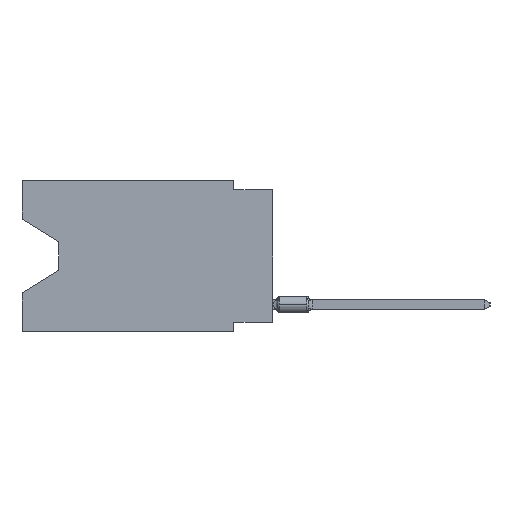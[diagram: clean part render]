
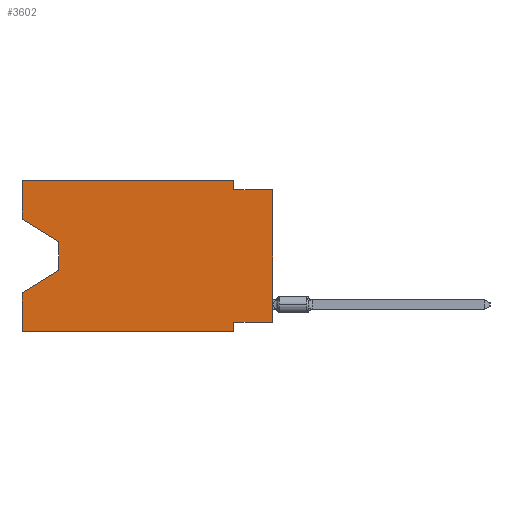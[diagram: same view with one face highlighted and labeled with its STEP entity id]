
A CAD part, left-side view. The second image highlights one B-rep face of the part: STEP entity #3602.
In plain terms, the highlighted planar face has unit normal (-1, 0, 0).
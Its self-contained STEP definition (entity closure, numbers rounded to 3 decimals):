
#1218 = ORIENTED_EDGE ( 'NONE', *, *, #24309, .F. ) ;
#1818 = VECTOR ( 'NONE', #3022, 1000. ) ;
#2228 = CARTESIAN_POINT ( 'NONE',  ( 0., 13.97, -4.013 ) ) ;
#2301 = ORIENTED_EDGE ( 'NONE', *, *, #27698, .T. ) ;
#2984 = DIRECTION ( 'NONE',  ( 0., 0., 1. ) ) ;
#3022 = DIRECTION ( 'NONE',  ( 0., 0.855, -0.519 ) ) ;
#3325 = VERTEX_POINT ( 'NONE', #5738 ) ;
#3563 = CARTESIAN_POINT ( 'NONE',  ( 0., 16.383, -9.906 ) ) ;
#3602 = ADVANCED_FACE ( 'NONE', ( #6904 ), #33044, .F. ) ;
#3796 = VECTOR ( 'NONE', #2984, 1000. ) ;
#4084 = ORIENTED_EDGE ( 'NONE', *, *, #17044, .F. ) ;
#4384 = VECTOR ( 'NONE', #28119, 1000. ) ;
#4914 = ORIENTED_EDGE ( 'NONE', *, *, #17805, .F. ) ;
#5006 = VECTOR ( 'NONE', #22304, 1000. ) ;
#5738 = CARTESIAN_POINT ( 'NONE',  ( 0., 2.54, -0.635 ) ) ;
#6005 = DIRECTION ( 'NONE',  ( 0., 0., 1. ) ) ;
#6257 = VERTEX_POINT ( 'NONE', #31412 ) ;
#6499 = LINE ( 'NONE', #17121, #15711 ) ;
#6695 = CARTESIAN_POINT ( 'NONE',  ( 0., 16.383, -2.546 ) ) ;
#6904 = FACE_OUTER_BOUND ( 'NONE', #14029, .T. ) ;
#8276 = ORIENTED_EDGE ( 'NONE', *, *, #32514, .F. ) ;
#8985 = LINE ( 'NONE', #27038, #5006 ) ;
#9570 = VERTEX_POINT ( 'NONE', #12037 ) ;
#9589 = VERTEX_POINT ( 'NONE', #17244 ) ;
#9986 = ORIENTED_EDGE ( 'NONE', *, *, #11151, .F. ) ;
#10157 = LINE ( 'NONE', #2228, #26964 ) ;
#10278 = DIRECTION ( 'NONE',  ( 0., 0., -1. ) ) ;
#10542 = ORIENTED_EDGE ( 'NONE', *, *, #20638, .F. ) ;
#10949 = DIRECTION ( 'NONE',  ( 0., -1., 0. ) ) ;
#11151 = EDGE_CURVE ( 'NONE', #17669, #30022, #13084, .T. ) ;
#12037 = CARTESIAN_POINT ( 'NONE',  ( 0., 13.97, -4.013 ) ) ;
#12089 = CARTESIAN_POINT ( 'NONE',  ( 0., 16.383, 0. ) ) ;
#12337 = VECTOR ( 'NONE', #23229, 1000. ) ;
#12347 = VECTOR ( 'NONE', #10949, 1000. ) ;
#13084 = LINE ( 'NONE', #31471, #4384 ) ;
#13654 = LINE ( 'NONE', #31868, #12347 ) ;
#13786 = LINE ( 'NONE', #23897, #23711 ) ;
#13832 = EDGE_CURVE ( 'NONE', #9570, #21556, #10157, .T. ) ;
#14029 = EDGE_LOOP ( 'NONE', ( #2301, #22810, #21112, #4914, #24507, #9986, #10542, #26456, #17739, #1218, #8276, #4084 ) ) ;
#14294 = DIRECTION ( 'NONE',  ( 0., -1., 0. ) ) ;
#14658 = EDGE_CURVE ( 'NONE', #22850, #6257, #30500, .T. ) ;
#14890 = EDGE_CURVE ( 'NONE', #25218, #30022, #6499, .T. ) ;
#14967 = CARTESIAN_POINT ( 'NONE',  ( 0., 0., 0. ) ) ;
#15167 = DIRECTION ( 'NONE',  ( 0., 0., -1. ) ) ;
#15711 = VECTOR ( 'NONE', #19311, 1000. ) ;
#15841 = CARTESIAN_POINT ( 'NONE',  ( 0., 13.97, -5.893 ) ) ;
#15981 = LINE ( 'NONE', #12089, #30914 ) ;
#16666 = EDGE_CURVE ( 'NONE', #3325, #6257, #13654, .T. ) ;
#17044 = EDGE_CURVE ( 'NONE', #25926, #24738, #13786, .T. ) ;
#17121 = CARTESIAN_POINT ( 'NONE',  ( 0., 16.383, -9.906 ) ) ;
#17185 = DIRECTION ( 'NONE',  ( 1., 0., 0. ) ) ;
#17244 = CARTESIAN_POINT ( 'NONE',  ( 0., 16.383, -7.36 ) ) ;
#17669 = VERTEX_POINT ( 'NONE', #25099 ) ;
#17718 = CARTESIAN_POINT ( 'NONE',  ( 0., 2.54, 0. ) ) ;
#17738 = VECTOR ( 'NONE', #10278, 1000. ) ;
#17739 = ORIENTED_EDGE ( 'NONE', *, *, #16666, .F. ) ;
#17805 = EDGE_CURVE ( 'NONE', #25218, #9589, #21986, .T. ) ;
#18939 = VECTOR ( 'NONE', #27299, 1000. ) ;
#19311 = DIRECTION ( 'NONE',  ( 0., -1., 0. ) ) ;
#19724 = CARTESIAN_POINT ( 'NONE',  ( 0., 16.383, 0. ) ) ;
#20638 = EDGE_CURVE ( 'NONE', #22850, #17669, #8985, .T. ) ;
#21112 = ORIENTED_EDGE ( 'NONE', *, *, #30453, .T. ) ;
#21556 = VERTEX_POINT ( 'NONE', #23345 ) ;
#21986 = LINE ( 'NONE', #31154, #3796 ) ;
#22304 = DIRECTION ( 'NONE',  ( 0., 1., 0. ) ) ;
#22810 = ORIENTED_EDGE ( 'NONE', *, *, #13832, .T. ) ;
#22850 = VERTEX_POINT ( 'NONE', #25447 ) ;
#22898 = CARTESIAN_POINT ( 'NONE',  ( 0., 16.383, -2.546 ) ) ;
#23145 = DIRECTION ( 'NONE',  ( 0., 0., -1. ) ) ;
#23229 = DIRECTION ( 'NONE',  ( 0., 0., 1. ) ) ;
#23345 = CARTESIAN_POINT ( 'NONE',  ( 0., 13.97, -5.893 ) ) ;
#23711 = VECTOR ( 'NONE', #6005, 1000. ) ;
#23897 = CARTESIAN_POINT ( 'NONE',  ( 0., 16.383, 0. ) ) ;
#24309 = EDGE_CURVE ( 'NONE', #26776, #3325, #28504, .T. ) ;
#24507 = ORIENTED_EDGE ( 'NONE', *, *, #14890, .T. ) ;
#24654 = AXIS2_PLACEMENT_3D ( 'NONE', #19724, #17185, #15167 ) ;
#24738 = VERTEX_POINT ( 'NONE', #25762 ) ;
#25099 = CARTESIAN_POINT ( 'NONE',  ( 0., 2.54, -9.271 ) ) ;
#25218 = VERTEX_POINT ( 'NONE', #3563 ) ;
#25447 = CARTESIAN_POINT ( 'NONE',  ( 0., 0., -9.271 ) ) ;
#25762 = CARTESIAN_POINT ( 'NONE',  ( 0., 16.383, 0. ) ) ;
#25926 = VERTEX_POINT ( 'NONE', #22898 ) ;
#26456 = ORIENTED_EDGE ( 'NONE', *, *, #14658, .T. ) ;
#26776 = VERTEX_POINT ( 'NONE', #17718 ) ;
#26964 = VECTOR ( 'NONE', #23145, 1000. ) ;
#27038 = CARTESIAN_POINT ( 'NONE',  ( 0., 0., -9.271 ) ) ;
#27299 = DIRECTION ( 'NONE',  ( 0., -0.855, -0.519 ) ) ;
#27698 = EDGE_CURVE ( 'NONE', #25926, #9570, #29822, .T. ) ;
#28119 = DIRECTION ( 'NONE',  ( 0., 0., -1. ) ) ;
#28504 = LINE ( 'NONE', #32664, #17738 ) ;
#29822 = LINE ( 'NONE', #6695, #18939 ) ;
#30022 = VERTEX_POINT ( 'NONE', #31229 ) ;
#30453 = EDGE_CURVE ( 'NONE', #21556, #9589, #31035, .T. ) ;
#30500 = LINE ( 'NONE', #14967, #12337 ) ;
#30914 = VECTOR ( 'NONE', #14294, 1000. ) ;
#31035 = LINE ( 'NONE', #15841, #1818 ) ;
#31154 = CARTESIAN_POINT ( 'NONE',  ( 0., 16.383, 0. ) ) ;
#31229 = CARTESIAN_POINT ( 'NONE',  ( 0., 2.54, -9.906 ) ) ;
#31412 = CARTESIAN_POINT ( 'NONE',  ( 0., 0., -0.635 ) ) ;
#31471 = CARTESIAN_POINT ( 'NONE',  ( 0., 2.54, -9.906 ) ) ;
#31868 = CARTESIAN_POINT ( 'NONE',  ( 0., 0., -0.635 ) ) ;
#32514 = EDGE_CURVE ( 'NONE', #24738, #26776, #15981, .T. ) ;
#32664 = CARTESIAN_POINT ( 'NONE',  ( 0., 2.54, 0. ) ) ;
#33044 = PLANE ( 'NONE',  #24654 ) ;
